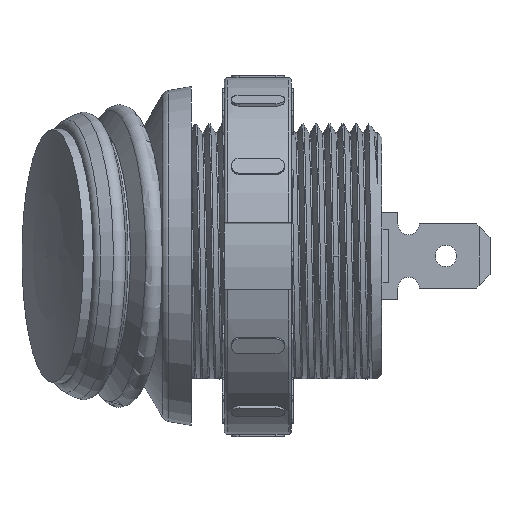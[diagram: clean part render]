
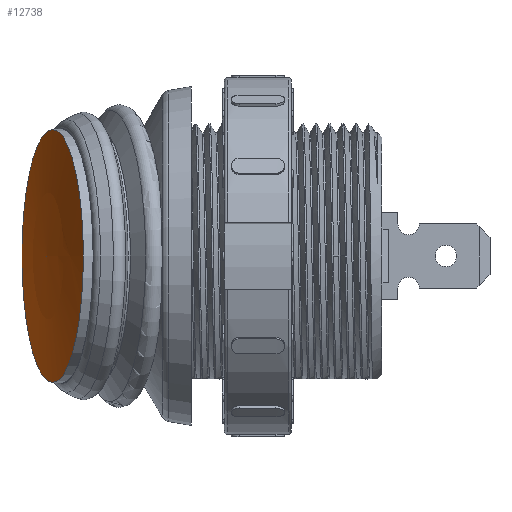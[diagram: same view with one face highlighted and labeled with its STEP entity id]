
A CAD part, left-side view. The second image highlights one B-rep face of the part: STEP entity #12738.
In plain terms, the highlighted spherical face has radius 100 mm.
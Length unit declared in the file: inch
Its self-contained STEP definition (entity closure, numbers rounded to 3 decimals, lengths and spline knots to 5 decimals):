
#14=SPHERICAL_SURFACE('',#13638,3.93701);
#900=FACE_OUTER_BOUND('',#1604,.T.);
#1604=EDGE_LOOP('',(#9502,#9503,#9504));
#2207=CIRCLE('',#13639,0.37402);
#2208=CIRCLE('',#13640,3.93701);
#5587=VERTEX_POINT('',#24018);
#5588=VERTEX_POINT('',#24020);
#7029=EDGE_CURVE('',#5587,#5587,#2207,.T.);
#7030=EDGE_CURVE('',#5588,#5587,#2208,.T.);
#9502=ORIENTED_EDGE('',*,*,#7029,.T.);
#9503=ORIENTED_EDGE('',*,*,#7030,.F.);
#9504=ORIENTED_EDGE('',*,*,#7030,.T.);
#12738=ADVANCED_FACE('',(#900),#14,.T.);
#13638=AXIS2_PLACEMENT_3D('',#24017,#15559,#15560);
#13639=AXIS2_PLACEMENT_3D('',#24019,#15561,#15562);
#13640=AXIS2_PLACEMENT_3D('',#24021,#15563,#15564);
#15559=DIRECTION('center_axis',(-0.242,0.97,0.));
#15560=DIRECTION('ref_axis',(0.97,0.242,0.));
#15561=DIRECTION('center_axis',(-0.242,0.97,0.));
#15562=DIRECTION('ref_axis',(0.97,0.242,0.));
#15563=DIRECTION('center_axis',(0.,0.,
1.));
#15564=DIRECTION('ref_axis',(-0.97,-0.242,0.));
#24017=CARTESIAN_POINT('Origin',(0.84432,-3.43364,0.));
#24018=CARTESIAN_POINT('',(-0.46672,0.27866,0.));
#24019=CARTESIAN_POINT('Origin',(-0.10382,0.36914,0.));
#24020=CARTESIAN_POINT('',(-0.10812,0.38642,0.));
#24021=CARTESIAN_POINT('Origin',(0.84432,-3.43364,0.));
